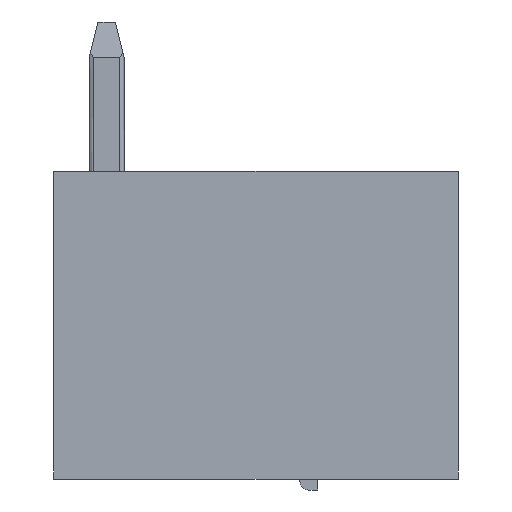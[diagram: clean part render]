
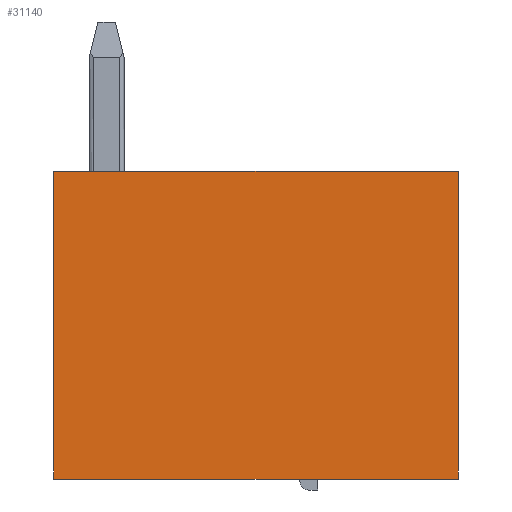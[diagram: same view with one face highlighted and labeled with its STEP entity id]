
A CAD part, front view. The second image highlights one B-rep face of the part: STEP entity #31140.
In plain terms, the highlighted planar face has unit normal (0, -1, 0).
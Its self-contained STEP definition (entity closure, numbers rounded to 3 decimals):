
#74=DIRECTION('',(0.,0.,1.));
#75=VECTOR('',#74,7.);
#76=CARTESIAN_POINT('',(0.,-4.51,-7.));
#77=LINE('',#76,#75);
#1190=DIRECTION('',(0.,0.,1.));
#1191=VECTOR('',#1190,7.);
#1192=CARTESIAN_POINT('',(9.2,-4.51,-7.));
#1193=LINE('',#1192,#1191);
#9781=DIRECTION('',(-1.,0.,0.));
#9782=VECTOR('',#9781,9.2);
#9783=CARTESIAN_POINT('',(9.2,-4.51,0.));
#9784=LINE('',#9783,#9782);
#10566=DIRECTION('',(-1.,0.,0.));
#10567=VECTOR('',#10566,9.2);
#10568=CARTESIAN_POINT('',(9.2,-4.51,-7.));
#10569=LINE('',#10568,#10567);
#13901=CARTESIAN_POINT('',(9.2,-4.51,-7.));
#13902=CARTESIAN_POINT('',(9.2,-4.51,0.));
#13903=VERTEX_POINT('',#13901);
#13904=VERTEX_POINT('',#13902);
#13909=CARTESIAN_POINT('',(0.,-4.51,-7.));
#13910=CARTESIAN_POINT('',(0.,-4.51,0.));
#13911=VERTEX_POINT('',#13909);
#13912=VERTEX_POINT('',#13910);
#31129=CARTESIAN_POINT('',(9.2,-4.51,-7.));
#31130=DIRECTION('',(0.,1.,0.));
#31131=DIRECTION('',(0.,0.,1.));
#31132=AXIS2_PLACEMENT_3D('',#31129,#31130,#31131);
#31133=PLANE('',#31132);
#31134=ORIENTED_EDGE('',*,*,#16883,.F.);
#31135=ORIENTED_EDGE('',*,*,#16711,.T.);
#31136=ORIENTED_EDGE('',*,*,#16748,.T.);
#31137=ORIENTED_EDGE('',*,*,#30711,.F.);
#31138=EDGE_LOOP('',(#31134,#31135,#31136,#31137));
#31139=FACE_OUTER_BOUND('',#31138,.F.);
#31140=ADVANCED_FACE('',(#31139),#31133,.F.);
#16711=EDGE_CURVE('',#13903,#13911,#10569,.T.);
#16748=EDGE_CURVE('',#13911,#13912,#77,.T.);
#16883=EDGE_CURVE('',#13903,#13904,#1193,.T.);
#30711=EDGE_CURVE('',#13904,#13912,#9784,.T.);
